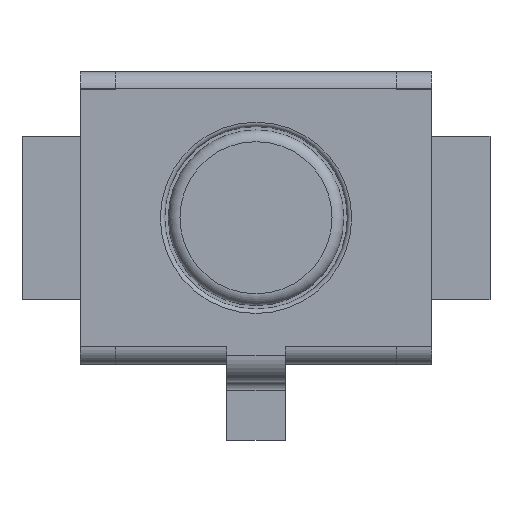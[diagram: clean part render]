
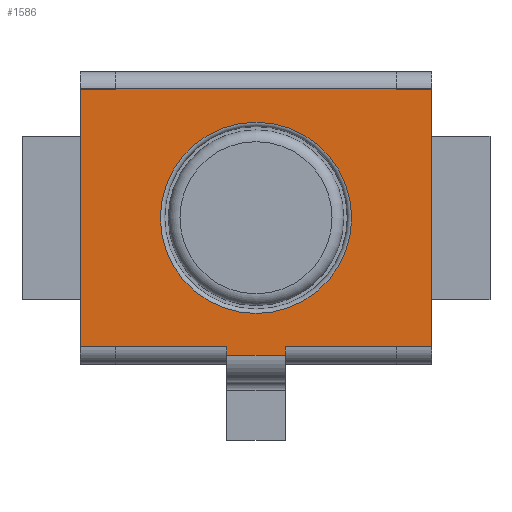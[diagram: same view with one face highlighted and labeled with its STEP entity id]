
A CAD part, top view. The second image highlights one B-rep face of the part: STEP entity #1586.
In plain terms, the highlighted planar face has unit normal (0, 0, 1).
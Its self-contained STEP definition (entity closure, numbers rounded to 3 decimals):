
#618 = VERTEX_POINT('',#619);
#619 = CARTESIAN_POINT('',(1.5,-0.28,1.2));
#625 = EDGE_CURVE('',#618,#626,#628,.T.);
#626 = VERTEX_POINT('',#627);
#627 = CARTESIAN_POINT('',(1.5,1.92,1.2));
#628 = LINE('',#629,#630);
#629 = CARTESIAN_POINT('',(1.5,-0.28,1.2));
#630 = VECTOR('',#631,1.);
#631 = DIRECTION('',(0.,1.,0.));
#1539 = EDGE_CURVE('',#1540,#1542,#1544,.T.);
#1540 = VERTEX_POINT('',#1541);
#1541 = CARTESIAN_POINT('',(1.2,-0.28,1.2));
#1542 = VERTEX_POINT('',#1543);
#1543 = CARTESIAN_POINT('',(1.2,-0.282,1.2));
#1544 = LINE('',#1545,#1546);
#1545 = CARTESIAN_POINT('',(1.2,-0.28,1.2));
#1546 = VECTOR('',#1547,1.);
#1547 = DIRECTION('',(0.,-1.,0.));
#1575 = EDGE_CURVE('',#1540,#618,#1576,.T.);
#1576 = LINE('',#1577,#1578);
#1577 = CARTESIAN_POINT('',(-1.5,-0.28,1.2));
#1578 = VECTOR('',#1579,1.);
#1579 = DIRECTION('',(1.,0.,0.));
#1586 = ADVANCED_FACE('',(#1587,#1694),#1705,.T.);
#1587 = FACE_BOUND('',#1588,.T.);
#1588 = EDGE_LOOP('',(#1589,#1590,#1591,#1599,#1607,#1615,#1623,#1631,
#1639,#1647,#1655,#1663,#1671,#1679,#1687,#1693));
#1589 = ORIENTED_EDGE('',*,*,#1575,.T.);
#1590 = ORIENTED_EDGE('',*,*,#625,.T.);
#1591 = ORIENTED_EDGE('',*,*,#1592,.T.);
#1592 = EDGE_CURVE('',#626,#1593,#1595,.T.);
#1593 = VERTEX_POINT('',#1594);
#1594 = CARTESIAN_POINT('',(1.2,1.92,1.2));
#1595 = LINE('',#1596,#1597);
#1596 = CARTESIAN_POINT('',(1.5,1.92,1.2));
#1597 = VECTOR('',#1598,1.);
#1598 = DIRECTION('',(-1.,0.,0.));
#1599 = ORIENTED_EDGE('',*,*,#1600,.T.);
#1600 = EDGE_CURVE('',#1593,#1601,#1603,.T.);
#1601 = VERTEX_POINT('',#1602);
#1602 = CARTESIAN_POINT('',(1.2,1.922,1.2));
#1603 = LINE('',#1604,#1605);
#1604 = CARTESIAN_POINT('',(1.2,1.92,1.2));
#1605 = VECTOR('',#1606,1.);
#1606 = DIRECTION('',(0.,1.,0.));
#1607 = ORIENTED_EDGE('',*,*,#1608,.F.);
#1608 = EDGE_CURVE('',#1609,#1601,#1611,.T.);
#1609 = VERTEX_POINT('',#1610);
#1610 = CARTESIAN_POINT('',(-1.2,1.922,1.2));
#1611 = LINE('',#1612,#1613);
#1612 = CARTESIAN_POINT('',(-1.2,1.922,1.2));
#1613 = VECTOR('',#1614,1.);
#1614 = DIRECTION('',(1.,0.,0.));
#1615 = ORIENTED_EDGE('',*,*,#1616,.F.);
#1616 = EDGE_CURVE('',#1617,#1609,#1619,.T.);
#1617 = VERTEX_POINT('',#1618);
#1618 = CARTESIAN_POINT('',(-1.2,1.92,1.2));
#1619 = LINE('',#1620,#1621);
#1620 = CARTESIAN_POINT('',(-1.2,1.92,1.2));
#1621 = VECTOR('',#1622,1.);
#1622 = DIRECTION('',(0.,1.,0.));
#1623 = ORIENTED_EDGE('',*,*,#1624,.T.);
#1624 = EDGE_CURVE('',#1617,#1625,#1627,.T.);
#1625 = VERTEX_POINT('',#1626);
#1626 = CARTESIAN_POINT('',(-1.5,1.92,1.2));
#1627 = LINE('',#1628,#1629);
#1628 = CARTESIAN_POINT('',(1.5,1.92,1.2));
#1629 = VECTOR('',#1630,1.);
#1630 = DIRECTION('',(-1.,0.,0.));
#1631 = ORIENTED_EDGE('',*,*,#1632,.T.);
#1632 = EDGE_CURVE('',#1625,#1633,#1635,.T.);
#1633 = VERTEX_POINT('',#1634);
#1634 = CARTESIAN_POINT('',(-1.5,-0.28,1.2));
#1635 = LINE('',#1636,#1637);
#1636 = CARTESIAN_POINT('',(-1.5,1.92,1.2));
#1637 = VECTOR('',#1638,1.);
#1638 = DIRECTION('',(0.,-1.,0.));
#1639 = ORIENTED_EDGE('',*,*,#1640,.T.);
#1640 = EDGE_CURVE('',#1633,#1641,#1643,.T.);
#1641 = VERTEX_POINT('',#1642);
#1642 = CARTESIAN_POINT('',(-1.2,-0.28,1.2));
#1643 = LINE('',#1644,#1645);
#1644 = CARTESIAN_POINT('',(-1.5,-0.28,1.2));
#1645 = VECTOR('',#1646,1.);
#1646 = DIRECTION('',(1.,0.,0.));
#1647 = ORIENTED_EDGE('',*,*,#1648,.T.);
#1648 = EDGE_CURVE('',#1641,#1649,#1651,.T.);
#1649 = VERTEX_POINT('',#1650);
#1650 = CARTESIAN_POINT('',(-1.2,-0.282,1.2));
#1651 = LINE('',#1652,#1653);
#1652 = CARTESIAN_POINT('',(-1.2,-0.28,1.2));
#1653 = VECTOR('',#1654,1.);
#1654 = DIRECTION('',(0.,-1.,0.));
#1655 = ORIENTED_EDGE('',*,*,#1656,.T.);
#1656 = EDGE_CURVE('',#1649,#1657,#1659,.T.);
#1657 = VERTEX_POINT('',#1658);
#1658 = CARTESIAN_POINT('',(-0.25,-0.282,1.2));
#1659 = LINE('',#1660,#1661);
#1660 = CARTESIAN_POINT('',(-1.2,-0.282,1.2));
#1661 = VECTOR('',#1662,1.);
#1662 = DIRECTION('',(1.,0.,0.));
#1663 = ORIENTED_EDGE('',*,*,#1664,.F.);
#1664 = EDGE_CURVE('',#1665,#1657,#1667,.T.);
#1665 = VERTEX_POINT('',#1666);
#1666 = CARTESIAN_POINT('',(-0.25,-0.355,1.2));
#1667 = LINE('',#1668,#1669);
#1668 = CARTESIAN_POINT('',(-0.25,-0.355,1.2));
#1669 = VECTOR('',#1670,1.);
#1670 = DIRECTION('',(0.,1.,0.));
#1671 = ORIENTED_EDGE('',*,*,#1672,.F.);
#1672 = EDGE_CURVE('',#1673,#1665,#1675,.T.);
#1673 = VERTEX_POINT('',#1674);
#1674 = CARTESIAN_POINT('',(0.25,-0.355,1.2));
#1675 = LINE('',#1676,#1677);
#1676 = CARTESIAN_POINT('',(0.25,-0.355,1.2));
#1677 = VECTOR('',#1678,1.);
#1678 = DIRECTION('',(-1.,0.,0.));
#1679 = ORIENTED_EDGE('',*,*,#1680,.T.);
#1680 = EDGE_CURVE('',#1673,#1681,#1683,.T.);
#1681 = VERTEX_POINT('',#1682);
#1682 = CARTESIAN_POINT('',(0.25,-0.282,1.2));
#1683 = LINE('',#1684,#1685);
#1684 = CARTESIAN_POINT('',(0.25,-0.355,1.2));
#1685 = VECTOR('',#1686,1.);
#1686 = DIRECTION('',(0.,1.,0.));
#1687 = ORIENTED_EDGE('',*,*,#1688,.T.);
#1688 = EDGE_CURVE('',#1681,#1542,#1689,.T.);
#1689 = LINE('',#1690,#1691);
#1690 = CARTESIAN_POINT('',(-1.2,-0.282,1.2));
#1691 = VECTOR('',#1692,1.);
#1692 = DIRECTION('',(1.,0.,0.));
#1693 = ORIENTED_EDGE('',*,*,#1539,.F.);
#1694 = FACE_BOUND('',#1695,.T.);
#1695 = EDGE_LOOP('',(#1696));
#1696 = ORIENTED_EDGE('',*,*,#1697,.T.);
#1697 = EDGE_CURVE('',#1698,#1698,#1700,.T.);
#1698 = VERTEX_POINT('',#1699);
#1699 = CARTESIAN_POINT('',(0.,1.638,1.2));
#1700 = CIRCLE('',#1701,0.818);
#1701 = AXIS2_PLACEMENT_3D('',#1702,#1703,#1704);
#1702 = CARTESIAN_POINT('',(0.,0.82,1.2));
#1703 = DIRECTION('',(0.,0.,-1.));
#1704 = DIRECTION('',(0.,1.,0.));
#1705 = PLANE('',#1706);
#1706 = AXIS2_PLACEMENT_3D('',#1707,#1708,#1709);
#1707 = CARTESIAN_POINT('',(0.,0.801,1.2));
#1708 = DIRECTION('',(0.,0.,1.));
#1709 = DIRECTION('',(0.,1.,0.));
